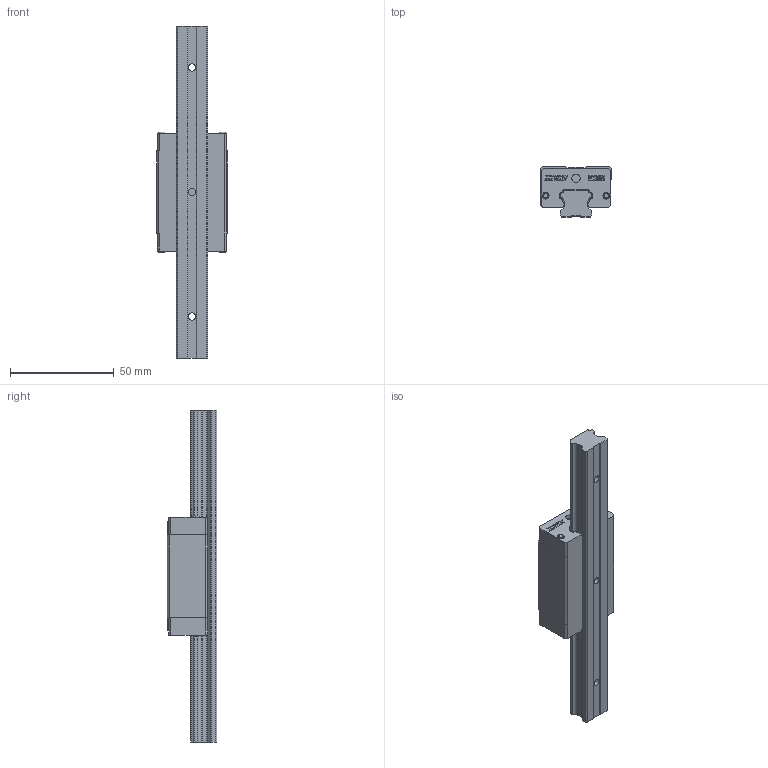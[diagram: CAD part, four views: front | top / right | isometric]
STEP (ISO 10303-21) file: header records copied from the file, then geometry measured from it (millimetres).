
FILE_DESCRIPTION((''),'2;1');
FILE_NAME('EGH15CA_ASM_ASM','2006-08-22T',('sheng'),(''),'PRO/ENGINEER BY PARAMETRIC TECHNOLOGY CORPORATION, 2004360','PRO/ENGINEER BY PARAMETRIC TECHNOLOGY CORPORATION, 2004360','');
FILE_SCHEMA(('CONFIG_CONTROL_DESIGN'));
Length unit declared in the file: millimetre
Products named in the file (3): EGH15CA_BLOCK; EG15_RAIL; EGH15CA_ASM_ASM
Assembly tree (2 placements, depth 2):
  EGH15CA_ASM_ASM
    EGH15CA_BLOCK
    EG15_RAIL
Bounding box: 34 x 24 x 160 mm (x, y, z)
Volume: 56018.4 mm3; surface area: 18565.7 mm2
Topology: 2 solids, 2 shells, 444 faces, 1332 edges, 916 vertices
Faces by surface type: plane 288, cylinder 88, extrusion 60, torus 8
Entity records: 15418 total; most frequent: CARTESIAN_POINT 3250, ORIENTED_EDGE 2664, DIRECTION 2282, EDGE_CURVE 1332, VECTOR 1040, LINE 980, VERTEX_POINT 916, AXIS2_PLACEMENT_3D 621
